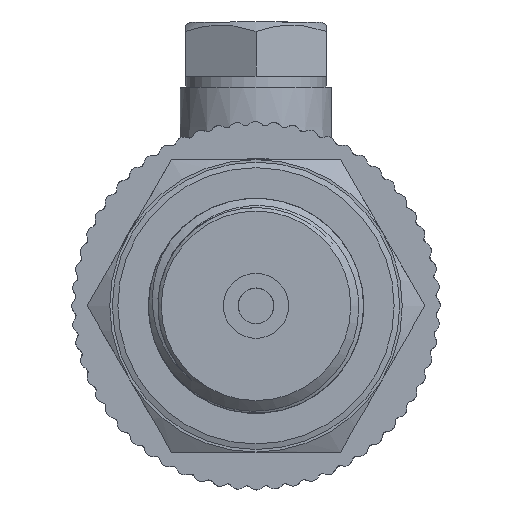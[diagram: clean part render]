
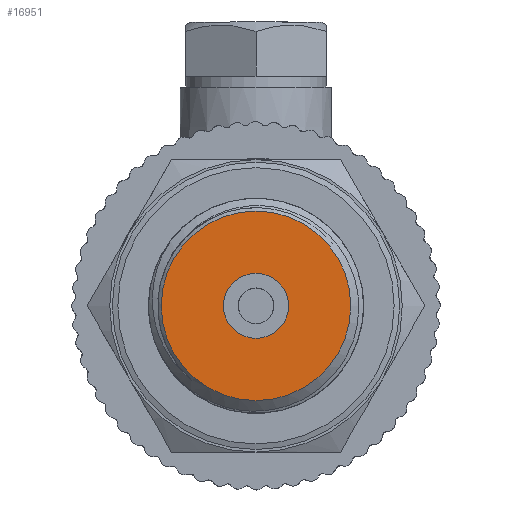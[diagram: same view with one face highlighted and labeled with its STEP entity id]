
A CAD part, left-side view. The second image highlights one B-rep face of the part: STEP entity #16951.
In plain terms, the highlighted conical face has half-angle 90 degrees and reference radius 5.875 mm.
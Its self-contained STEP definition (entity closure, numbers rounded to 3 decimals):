
#834=CONICAL_SURFACE('',#17882,5.875,1.571);
#1170=FACE_OUTER_BOUND('',#2159,.T.);
#2159=EDGE_LOOP('',(#12749,#12750,#12751,#12752));
#2944=CIRCLE('',#17881,3.);
#2945=CIRCLE('',#17883,8.75);
#4776=LINE('',#42212,#5825);
#5825=VECTOR('',#19616,5.875);
#7106=VERTEX_POINT('',#42207);
#7107=VERTEX_POINT('',#42211);
#9188=EDGE_CURVE('',#7106,#7106,#2944,.T.);
#9190=EDGE_CURVE('',#7106,#7107,#4776,.T.);
#9191=EDGE_CURVE('',#7107,#7107,#2945,.T.);
#12749=ORIENTED_EDGE('',*,*,#9188,.T.);
#12750=ORIENTED_EDGE('',*,*,#9190,.T.);
#12751=ORIENTED_EDGE('',*,*,#9191,.F.);
#12752=ORIENTED_EDGE('',*,*,#9190,.F.);
#16951=ADVANCED_FACE('',(#1170),#834,.F.);
#17881=AXIS2_PLACEMENT_3D('',#42208,#19611,#19612);
#17882=AXIS2_PLACEMENT_3D('',#42210,#19614,#19615);
#17883=AXIS2_PLACEMENT_3D('',#42213,#19617,#19618);
#19611=DIRECTION('center_axis',(1.,0.,0.));
#19612=DIRECTION('ref_axis',(0.,0.,-1.));
#19614=DIRECTION('center_axis',(-1.,0.,0.));
#19615=DIRECTION('ref_axis',(0.,1.,0.));
#19616=DIRECTION('',(0.,-1.,0.));
#19617=DIRECTION('center_axis',(1.,0.,0.));
#19618=DIRECTION('ref_axis',(0.,0.,-1.));
#42207=CARTESIAN_POINT('',(-67.,-3.,0.));
#42208=CARTESIAN_POINT('Origin',(-67.,0.,0.));
#42210=CARTESIAN_POINT('Origin',(-67.,0.,0.));
#42211=CARTESIAN_POINT('',(-67.,-8.75,0.));
#42212=CARTESIAN_POINT('',(-67.,-5.875,0.));
#42213=CARTESIAN_POINT('Origin',(-67.,0.,0.));
